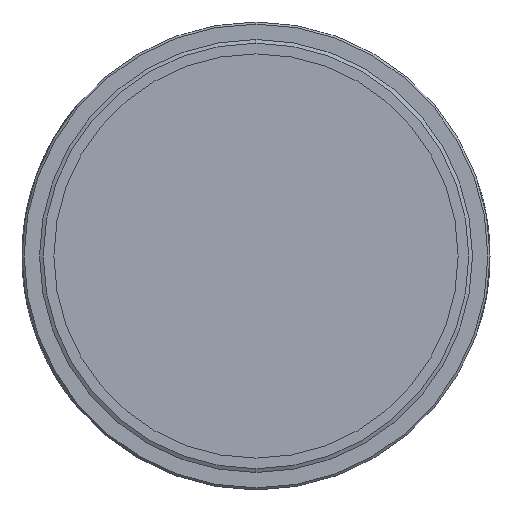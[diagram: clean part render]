
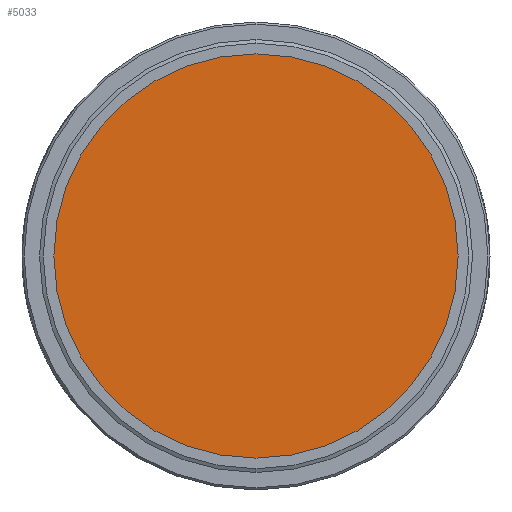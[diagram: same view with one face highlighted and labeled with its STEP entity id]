
A CAD part, left-side view. The second image highlights one B-rep face of the part: STEP entity #5033.
In plain terms, the highlighted planar face has unit normal (-1, 0, 0).
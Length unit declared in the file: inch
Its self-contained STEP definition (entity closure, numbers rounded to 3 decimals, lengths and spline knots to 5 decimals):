
#1023 = VERTEX_POINT ( 'NONE', #5509 ) ;
#2405 = EDGE_CURVE ( 'NONE', #1023, #8198, #13247, .T. ) ;
#2560 = AXIS2_PLACEMENT_3D ( 'NONE', #3533, #11741, #4722 ) ;
#3533 = CARTESIAN_POINT ( 'NONE',  ( -0.105, 0., 0. ) ) ;
#4254 = CIRCLE ( 'NONE', #2560, 1. ) ;
#4722 = DIRECTION ( 'NONE',  ( 0., 0., -1. ) ) ;
#4935 = CARTESIAN_POINT ( 'NONE',  ( -0.105, 0., 1. ) ) ;
#5033 = ADVANCED_FACE ( 'NONE', ( #13328 ), #8600, .F. ) ;
#5098 = DIRECTION ( 'NONE',  ( 0., 0., -1. ) ) ;
#5509 = CARTESIAN_POINT ( 'NONE',  ( -0.105, 0., -1. ) ) ;
#5989 = DIRECTION ( 'NONE',  ( 1., 0., 0. ) ) ;
#6820 = AXIS2_PLACEMENT_3D ( 'NONE', #12972, #5989, #14146 ) ;
#7410 = CARTESIAN_POINT ( 'NONE',  ( -0.105, 0., 0. ) ) ;
#8198 = VERTEX_POINT ( 'NONE', #4935 ) ;
#8600 = PLANE ( 'NONE',  #10348 ) ;
#8649 = EDGE_CURVE ( 'NONE', #8198, #1023, #4254, .T. ) ;
#8718 = ORIENTED_EDGE ( 'NONE', *, *, #8649, .F. ) ;
#10348 = AXIS2_PLACEMENT_3D ( 'NONE', #7410, #12106, #5098 ) ;
#11741 = DIRECTION ( 'NONE',  ( 1., 0., 0. ) ) ;
#12106 = DIRECTION ( 'NONE',  ( 1., 0., 0. ) ) ;
#12681 = EDGE_LOOP ( 'NONE', ( #14003, #8718 ) ) ;
#12972 = CARTESIAN_POINT ( 'NONE',  ( -0.105, 0., 0. ) ) ;
#13247 = CIRCLE ( 'NONE', #6820, 1. ) ;
#13328 = FACE_OUTER_BOUND ( 'NONE', #12681, .T. ) ;
#14003 = ORIENTED_EDGE ( 'NONE', *, *, #2405, .F. ) ;
#14146 = DIRECTION ( 'NONE',  ( 0., 0., -1. ) ) ;
